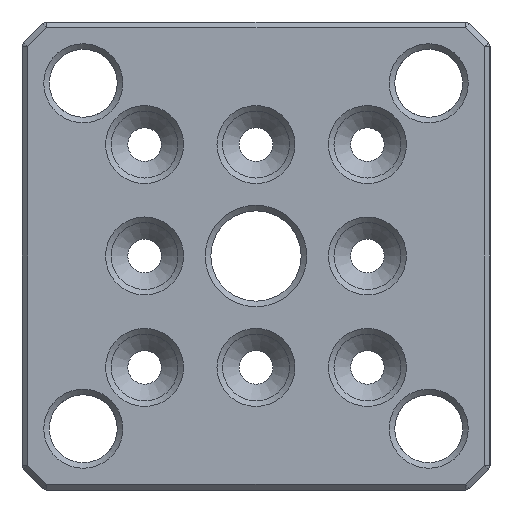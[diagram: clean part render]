
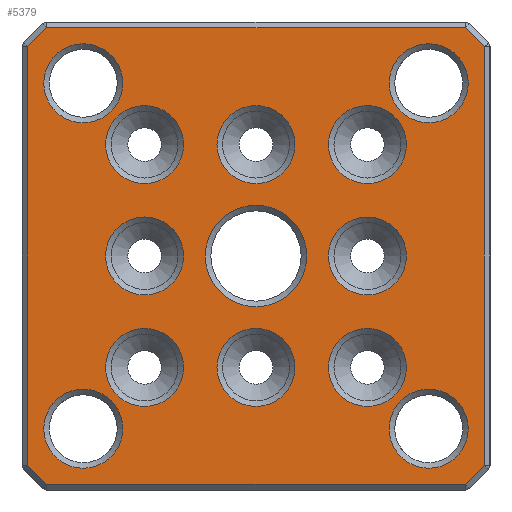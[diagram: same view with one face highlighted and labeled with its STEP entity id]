
A CAD part, left-side view. The second image highlights one B-rep face of the part: STEP entity #5379.
In plain terms, the highlighted planar face has unit normal (-1, 0, 0).
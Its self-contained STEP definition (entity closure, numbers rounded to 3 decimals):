
#61=FACE_BOUND('',#588,.T.);
#62=FACE_BOUND('',#589,.T.);
#63=FACE_BOUND('',#590,.T.);
#64=FACE_BOUND('',#591,.T.);
#65=FACE_BOUND('',#592,.T.);
#66=FACE_BOUND('',#593,.T.);
#67=FACE_BOUND('',#594,.T.);
#68=FACE_BOUND('',#595,.T.);
#69=FACE_BOUND('',#596,.T.);
#70=FACE_BOUND('',#597,.T.);
#71=FACE_BOUND('',#598,.T.);
#72=FACE_BOUND('',#599,.T.);
#73=FACE_BOUND('',#600,.T.);
#153=PLANE('',#5696);
#289=FACE_OUTER_BOUND('',#587,.T.);
#587=EDGE_LOOP('',(#3545,#3546,#3547,#3548,#3549,#3550,#3551,#3552));
#588=EDGE_LOOP('',(#3553,#3554));
#589=EDGE_LOOP('',(#3555,#3556));
#590=EDGE_LOOP('',(#3557,#3558));
#591=EDGE_LOOP('',(#3559,#3560));
#592=EDGE_LOOP('',(#3561,#3562));
#593=EDGE_LOOP('',(#3563,#3564));
#594=EDGE_LOOP('',(#3565,#3566));
#595=EDGE_LOOP('',(#3567,#3568));
#596=EDGE_LOOP('',(#3569));
#597=EDGE_LOOP('',(#3570));
#598=EDGE_LOOP('',(#3571));
#599=EDGE_LOOP('',(#3572));
#600=EDGE_LOOP('',(#3573));
#977=LINE('',#8253,#1351);
#978=LINE('',#8255,#1352);
#979=LINE('',#8257,#1353);
#980=LINE('',#8259,#1354);
#981=LINE('',#8261,#1355);
#982=LINE('',#8263,#1356);
#983=LINE('',#8265,#1357);
#984=LINE('',#8266,#1358);
#1351=VECTOR('',#6432,10.);
#1352=VECTOR('',#6433,10.);
#1353=VECTOR('',#6434,10.);
#1354=VECTOR('',#6435,10.);
#1355=VECTOR('',#6436,10.);
#1356=VECTOR('',#6437,10.);
#1357=VECTOR('',#6438,10.);
#1358=VECTOR('',#6439,10.);
#1723=CIRCLE('',#5692,4.55);
#1726=CIRCLE('',#5697,3.5);
#1727=CIRCLE('',#5698,3.5);
#1728=CIRCLE('',#5699,3.5);
#1729=CIRCLE('',#5700,3.5);
#1730=CIRCLE('',#5701,3.5);
#1731=CIRCLE('',#5702,3.5);
#1732=CIRCLE('',#5703,3.5);
#1733=CIRCLE('',#5704,3.5);
#1734=CIRCLE('',#5705,3.5);
#1735=CIRCLE('',#5706,3.5);
#1736=CIRCLE('',#5707,3.5);
#1737=CIRCLE('',#5708,3.5);
#1738=CIRCLE('',#5709,3.5);
#1739=CIRCLE('',#5710,3.5);
#1740=CIRCLE('',#5711,3.5);
#1741=CIRCLE('',#5712,3.5);
#1742=CIRCLE('',#5713,3.55);
#1743=CIRCLE('',#5714,3.55);
#1744=CIRCLE('',#5715,3.55);
#1745=CIRCLE('',#5716,3.55);
#2147=VERTEX_POINT('',#8241);
#2150=VERTEX_POINT('',#8251);
#2151=VERTEX_POINT('',#8252);
#2152=VERTEX_POINT('',#8254);
#2153=VERTEX_POINT('',#8256);
#2154=VERTEX_POINT('',#8258);
#2155=VERTEX_POINT('',#8260);
#2156=VERTEX_POINT('',#8262);
#2157=VERTEX_POINT('',#8264);
#2158=VERTEX_POINT('',#8267);
#2159=VERTEX_POINT('',#8268);
#2160=VERTEX_POINT('',#8271);
#2161=VERTEX_POINT('',#8272);
#2162=VERTEX_POINT('',#8275);
#2163=VERTEX_POINT('',#8276);
#2164=VERTEX_POINT('',#8279);
#2165=VERTEX_POINT('',#8280);
#2166=VERTEX_POINT('',#8283);
#2167=VERTEX_POINT('',#8284);
#2168=VERTEX_POINT('',#8287);
#2169=VERTEX_POINT('',#8288);
#2170=VERTEX_POINT('',#8291);
#2171=VERTEX_POINT('',#8292);
#2172=VERTEX_POINT('',#8295);
#2173=VERTEX_POINT('',#8296);
#2174=VERTEX_POINT('',#8299);
#2175=VERTEX_POINT('',#8301);
#2176=VERTEX_POINT('',#8303);
#2177=VERTEX_POINT('',#8305);
#2699=EDGE_CURVE('',#2147,#2147,#1723,.T.);
#2704=EDGE_CURVE('',#2150,#2151,#977,.T.);
#2705=EDGE_CURVE('',#2152,#2150,#978,.T.);
#2706=EDGE_CURVE('',#2153,#2152,#979,.T.);
#2707=EDGE_CURVE('',#2154,#2153,#980,.T.);
#2708=EDGE_CURVE('',#2155,#2154,#981,.T.);
#2709=EDGE_CURVE('',#2156,#2155,#982,.T.);
#2710=EDGE_CURVE('',#2157,#2156,#983,.T.);
#2711=EDGE_CURVE('',#2151,#2157,#984,.T.);
#2712=EDGE_CURVE('',#2158,#2159,#1726,.T.);
#2713=EDGE_CURVE('',#2159,#2158,#1727,.T.);
#2714=EDGE_CURVE('',#2160,#2161,#1728,.T.);
#2715=EDGE_CURVE('',#2161,#2160,#1729,.T.);
#2716=EDGE_CURVE('',#2162,#2163,#1730,.T.);
#2717=EDGE_CURVE('',#2163,#2162,#1731,.T.);
#2718=EDGE_CURVE('',#2164,#2165,#1732,.T.);
#2719=EDGE_CURVE('',#2165,#2164,#1733,.T.);
#2720=EDGE_CURVE('',#2166,#2167,#1734,.T.);
#2721=EDGE_CURVE('',#2167,#2166,#1735,.T.);
#2722=EDGE_CURVE('',#2168,#2169,#1736,.T.);
#2723=EDGE_CURVE('',#2169,#2168,#1737,.T.);
#2724=EDGE_CURVE('',#2170,#2171,#1738,.T.);
#2725=EDGE_CURVE('',#2171,#2170,#1739,.T.);
#2726=EDGE_CURVE('',#2172,#2173,#1740,.T.);
#2727=EDGE_CURVE('',#2173,#2172,#1741,.T.);
#2728=EDGE_CURVE('',#2174,#2174,#1742,.T.);
#2729=EDGE_CURVE('',#2175,#2175,#1743,.T.);
#2730=EDGE_CURVE('',#2176,#2176,#1744,.T.);
#2731=EDGE_CURVE('',#2177,#2177,#1745,.T.);
#3545=ORIENTED_EDGE('',*,*,#2704,.F.);
#3546=ORIENTED_EDGE('',*,*,#2705,.F.);
#3547=ORIENTED_EDGE('',*,*,#2706,.F.);
#3548=ORIENTED_EDGE('',*,*,#2707,.F.);
#3549=ORIENTED_EDGE('',*,*,#2708,.F.);
#3550=ORIENTED_EDGE('',*,*,#2709,.F.);
#3551=ORIENTED_EDGE('',*,*,#2710,.F.);
#3552=ORIENTED_EDGE('',*,*,#2711,.F.);
#3553=ORIENTED_EDGE('',*,*,#2712,.T.);
#3554=ORIENTED_EDGE('',*,*,#2713,.T.);
#3555=ORIENTED_EDGE('',*,*,#2714,.T.);
#3556=ORIENTED_EDGE('',*,*,#2715,.T.);
#3557=ORIENTED_EDGE('',*,*,#2716,.T.);
#3558=ORIENTED_EDGE('',*,*,#2717,.T.);
#3559=ORIENTED_EDGE('',*,*,#2718,.T.);
#3560=ORIENTED_EDGE('',*,*,#2719,.T.);
#3561=ORIENTED_EDGE('',*,*,#2720,.T.);
#3562=ORIENTED_EDGE('',*,*,#2721,.T.);
#3563=ORIENTED_EDGE('',*,*,#2722,.T.);
#3564=ORIENTED_EDGE('',*,*,#2723,.T.);
#3565=ORIENTED_EDGE('',*,*,#2724,.T.);
#3566=ORIENTED_EDGE('',*,*,#2725,.T.);
#3567=ORIENTED_EDGE('',*,*,#2726,.T.);
#3568=ORIENTED_EDGE('',*,*,#2727,.T.);
#3569=ORIENTED_EDGE('',*,*,#2728,.F.);
#3570=ORIENTED_EDGE('',*,*,#2729,.F.);
#3571=ORIENTED_EDGE('',*,*,#2730,.F.);
#3572=ORIENTED_EDGE('',*,*,#2731,.F.);
#3573=ORIENTED_EDGE('',*,*,#2699,.F.);
#5379=ADVANCED_FACE('',(#289,#61,#62,#63,#64,#65,#66,#67,#68,#69,#70,#71,
#72,#73),#153,.T.);
#5692=AXIS2_PLACEMENT_3D('',#8242,#6420,#6421);
#5696=AXIS2_PLACEMENT_3D('',#8250,#6430,#6431);
#5697=AXIS2_PLACEMENT_3D('',#8269,#6440,#6441);
#5698=AXIS2_PLACEMENT_3D('',#8270,#6442,#6443);
#5699=AXIS2_PLACEMENT_3D('',#8273,#6444,#6445);
#5700=AXIS2_PLACEMENT_3D('',#8274,#6446,#6447);
#5701=AXIS2_PLACEMENT_3D('',#8277,#6448,#6449);
#5702=AXIS2_PLACEMENT_3D('',#8278,#6450,#6451);
#5703=AXIS2_PLACEMENT_3D('',#8281,#6452,#6453);
#5704=AXIS2_PLACEMENT_3D('',#8282,#6454,#6455);
#5705=AXIS2_PLACEMENT_3D('',#8285,#6456,#6457);
#5706=AXIS2_PLACEMENT_3D('',#8286,#6458,#6459);
#5707=AXIS2_PLACEMENT_3D('',#8289,#6460,#6461);
#5708=AXIS2_PLACEMENT_3D('',#8290,#6462,#6463);
#5709=AXIS2_PLACEMENT_3D('',#8293,#6464,#6465);
#5710=AXIS2_PLACEMENT_3D('',#8294,#6466,#6467);
#5711=AXIS2_PLACEMENT_3D('',#8297,#6468,#6469);
#5712=AXIS2_PLACEMENT_3D('',#8298,#6470,#6471);
#5713=AXIS2_PLACEMENT_3D('',#8300,#6472,#6473);
#5714=AXIS2_PLACEMENT_3D('',#8302,#6474,#6475);
#5715=AXIS2_PLACEMENT_3D('',#8304,#6476,#6477);
#5716=AXIS2_PLACEMENT_3D('',#8306,#6478,#6479);
#6420=DIRECTION('center_axis',(-1.,0.,0.));
#6421=DIRECTION('ref_axis',(0.,1.,0.));
#6430=DIRECTION('center_axis',(-1.,0.,0.));
#6431=DIRECTION('ref_axis',(0.,0.,1.));
#6432=DIRECTION('',(0.,-0.707,0.707));
#6433=DIRECTION('',(0.,0.,1.));
#6434=DIRECTION('',(0.,0.707,0.707));
#6435=DIRECTION('',(0.,1.,0.));
#6436=DIRECTION('',(0.,0.707,-0.707));
#6437=DIRECTION('',(0.,0.,-1.));
#6438=DIRECTION('',(0.,-0.707,-0.707));
#6439=DIRECTION('',(0.,-1.,0.));
#6440=DIRECTION('center_axis',(1.,0.,0.));
#6441=DIRECTION('ref_axis',(0.,-1.,0.));
#6442=DIRECTION('center_axis',(1.,0.,0.));
#6443=DIRECTION('ref_axis',(0.,-1.,0.));
#6444=DIRECTION('center_axis',(1.,0.,0.));
#6445=DIRECTION('ref_axis',(0.,-1.,0.));
#6446=DIRECTION('center_axis',(1.,0.,0.));
#6447=DIRECTION('ref_axis',(0.,-1.,0.));
#6448=DIRECTION('center_axis',(1.,0.,0.));
#6449=DIRECTION('ref_axis',(0.,-1.,0.));
#6450=DIRECTION('center_axis',(1.,0.,0.));
#6451=DIRECTION('ref_axis',(0.,-1.,0.));
#6452=DIRECTION('center_axis',(1.,0.,0.));
#6453=DIRECTION('ref_axis',(0.,-1.,0.));
#6454=DIRECTION('center_axis',(1.,0.,0.));
#6455=DIRECTION('ref_axis',(0.,-1.,0.));
#6456=DIRECTION('center_axis',(1.,0.,0.));
#6457=DIRECTION('ref_axis',(0.,-1.,0.));
#6458=DIRECTION('center_axis',(1.,0.,0.));
#6459=DIRECTION('ref_axis',(0.,-1.,0.));
#6460=DIRECTION('center_axis',(1.,0.,0.));
#6461=DIRECTION('ref_axis',(0.,-1.,0.));
#6462=DIRECTION('center_axis',(1.,0.,0.));
#6463=DIRECTION('ref_axis',(0.,-1.,0.));
#6464=DIRECTION('center_axis',(1.,0.,0.));
#6465=DIRECTION('ref_axis',(0.,-1.,0.));
#6466=DIRECTION('center_axis',(1.,0.,0.));
#6467=DIRECTION('ref_axis',(0.,-1.,0.));
#6468=DIRECTION('center_axis',(1.,0.,0.));
#6469=DIRECTION('ref_axis',(0.,-1.,0.));
#6470=DIRECTION('center_axis',(1.,0.,0.));
#6471=DIRECTION('ref_axis',(0.,-1.,0.));
#6472=DIRECTION('center_axis',(-1.,0.,0.));
#6473=DIRECTION('ref_axis',(0.,-1.,0.));
#6474=DIRECTION('center_axis',(-1.,0.,0.));
#6475=DIRECTION('ref_axis',(0.,1.,0.));
#6476=DIRECTION('center_axis',(-1.,0.,0.));
#6477=DIRECTION('ref_axis',(0.,0.,1.));
#6478=DIRECTION('center_axis',(-1.,0.,0.));
#6479=DIRECTION('ref_axis',(0.,0.,-1.));
#8241=CARTESIAN_POINT('',(-4.5,-4.55,0.));
#8242=CARTESIAN_POINT('Origin',(-4.5,0.,0.));
#8250=CARTESIAN_POINT('Origin',(-4.5,0.,0.));
#8251=CARTESIAN_POINT('',(-4.5,20.5,18.793));
#8252=CARTESIAN_POINT('',(-4.5,18.793,20.5));
#8253=CARTESIAN_POINT('',(-4.5,19.646,19.646));
#8254=CARTESIAN_POINT('',(-4.5,20.5,-18.793));
#8255=CARTESIAN_POINT('',(-4.5,20.5,-10.5));
#8256=CARTESIAN_POINT('',(-4.5,18.793,-20.5));
#8257=CARTESIAN_POINT('',(-4.5,19.646,-19.646));
#8258=CARTESIAN_POINT('',(-4.5,-18.793,-20.5));
#8259=CARTESIAN_POINT('',(-4.5,-10.5,-20.5));
#8260=CARTESIAN_POINT('',(-4.5,-20.5,-18.793));
#8261=CARTESIAN_POINT('',(-4.5,-19.646,-19.646));
#8262=CARTESIAN_POINT('',(-4.5,-20.5,18.793));
#8263=CARTESIAN_POINT('',(-4.5,-20.5,10.5));
#8264=CARTESIAN_POINT('',(-4.5,-18.793,20.5));
#8265=CARTESIAN_POINT('',(-4.5,-19.646,19.646));
#8266=CARTESIAN_POINT('',(-4.5,10.5,20.5));
#8267=CARTESIAN_POINT('',(-4.5,6.5,-10.));
#8268=CARTESIAN_POINT('',(-4.5,13.5,-10.));
#8269=CARTESIAN_POINT('Origin',(-4.5,10.,-10.));
#8270=CARTESIAN_POINT('Origin',(-4.5,10.,-10.));
#8271=CARTESIAN_POINT('',(-4.5,-13.5,-10.));
#8272=CARTESIAN_POINT('',(-4.5,-6.5,-10.));
#8273=CARTESIAN_POINT('Origin',(-4.5,-10.,-10.));
#8274=CARTESIAN_POINT('Origin',(-4.5,-10.,-10.));
#8275=CARTESIAN_POINT('',(-4.5,-13.5,10.));
#8276=CARTESIAN_POINT('',(-4.5,-6.5,10.));
#8277=CARTESIAN_POINT('Origin',(-4.5,-10.,10.));
#8278=CARTESIAN_POINT('Origin',(-4.5,-10.,10.));
#8279=CARTESIAN_POINT('',(-4.5,-3.5,10.));
#8280=CARTESIAN_POINT('',(-4.5,3.5,10.));
#8281=CARTESIAN_POINT('Origin',(-4.5,0.,10.));
#8282=CARTESIAN_POINT('Origin',(-4.5,0.,10.));
#8283=CARTESIAN_POINT('',(-4.5,6.5,10.));
#8284=CARTESIAN_POINT('',(-4.5,13.5,10.));
#8285=CARTESIAN_POINT('Origin',(-4.5,10.,10.));
#8286=CARTESIAN_POINT('Origin',(-4.5,10.,10.));
#8287=CARTESIAN_POINT('',(-4.5,-13.5,0.));
#8288=CARTESIAN_POINT('',(-4.5,-6.5,0.));
#8289=CARTESIAN_POINT('Origin',(-4.5,-10.,0.));
#8290=CARTESIAN_POINT('Origin',(-4.5,-10.,0.));
#8291=CARTESIAN_POINT('',(-4.5,-3.5,-10.));
#8292=CARTESIAN_POINT('',(-4.5,3.5,-10.));
#8293=CARTESIAN_POINT('Origin',(-4.5,0.,-10.));
#8294=CARTESIAN_POINT('Origin',(-4.5,0.,-10.));
#8295=CARTESIAN_POINT('',(-4.5,6.5,0.));
#8296=CARTESIAN_POINT('',(-4.5,13.5,0.));
#8297=CARTESIAN_POINT('Origin',(-4.5,10.,0.));
#8298=CARTESIAN_POINT('Origin',(-4.5,10.,0.));
#8299=CARTESIAN_POINT('',(-4.5,-11.95,-15.5));
#8300=CARTESIAN_POINT('Origin',(-4.5,-15.5,-15.5));
#8301=CARTESIAN_POINT('',(-4.5,11.95,15.5));
#8302=CARTESIAN_POINT('Origin',(-4.5,15.5,15.5));
#8303=CARTESIAN_POINT('',(-4.5,-15.5,11.95));
#8304=CARTESIAN_POINT('Origin',(-4.5,-15.5,15.5));
#8305=CARTESIAN_POINT('',(-4.5,15.5,-11.95));
#8306=CARTESIAN_POINT('Origin',(-4.5,15.5,-15.5));
